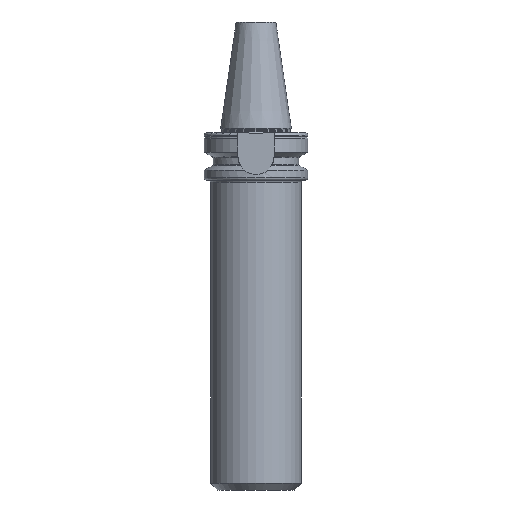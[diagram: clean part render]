
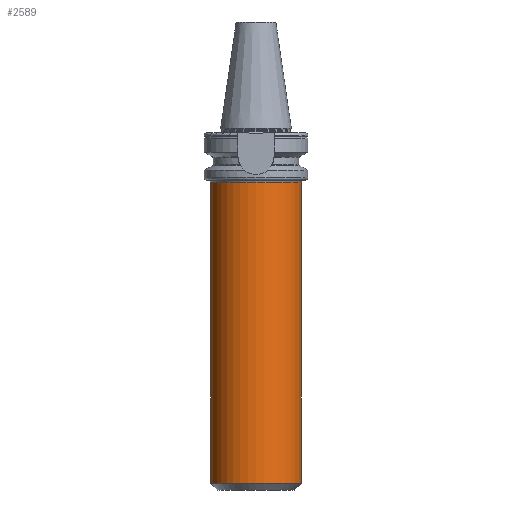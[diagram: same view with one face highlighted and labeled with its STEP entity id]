
A CAD part, left-side view. The second image highlights one B-rep face of the part: STEP entity #2589.
In plain terms, the highlighted cylindrical face has radius 20.25 mm (diameter 40.5 mm), a partial arc.
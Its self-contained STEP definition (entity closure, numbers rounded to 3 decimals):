
#1077=CARTESIAN_POINT('',(0,0.,-1.));
#1078=DIRECTION('',(0,0,-1));
#1079=DIRECTION('',(0,-1,0));
#1080=AXIS2_PLACEMENT_3D('',#1077,#1078,#1079);
#1082=CARTESIAN_POINT('',(0,0,-135));
#1083=DIRECTION('',(0,0,1));
#1084=DIRECTION('',(0,1,0));
#1085=AXIS2_PLACEMENT_3D('',#1082,#1083,#1084);
#1092=DIRECTION('',(0.,0,1));
#1093=VECTOR('',#1092,134);
#1094=CARTESIAN_POINT('',(0,20.25,-135));
#1095=LINE('',#1094,#1093);
#1101=DIRECTION('',(0.,0,1));
#1102=VECTOR('',#1101,134);
#1103=CARTESIAN_POINT('',(0,-20.25,-135));
#1104=LINE('',#1103,#1102);
#1374=CARTESIAN_POINT('',(0,20.25,-135));
#1376=VERTEX_POINT('',#1374);
#1384=CARTESIAN_POINT('',(0,-20.25,-135));
#1386=VERTEX_POINT('',#1384);
#1391=CARTESIAN_POINT('',(0,20.25,-1.));
#1392=CARTESIAN_POINT('',(0,-20.25,-1.));
#1393=VERTEX_POINT('',#1391);
#1394=VERTEX_POINT('',#1392);
#2575=CARTESIAN_POINT('',(0,0,-144.9));
#2576=DIRECTION('',(0,0,1));
#2577=DIRECTION('',(0,1,0));
#2578=AXIS2_PLACEMENT_3D('',#2575,#2576,#2577);
#2579=CYLINDRICAL_SURFACE('',#2578,20.25);
#2580=ORIENTED_EDGE('',*,*,#2569,.F.);
#2582=ORIENTED_EDGE('',*,*,#2581,.F.);
#2584=ORIENTED_EDGE('',*,*,#2583,.F.);
#2586=ORIENTED_EDGE('',*,*,#2585,.T.);
#2587=EDGE_LOOP('',(#2580,#2582,#2584,#2586));
#2588=FACE_OUTER_BOUND('',#2587,.F.);
#2589=ADVANCED_FACE('',(#2588),#2579,.T.);
#1081=CIRCLE('',#1080,20.25);
#1086=CIRCLE('',#1085,20.25);
#2569=EDGE_CURVE('',#1394,#1393,#1081,.T.);
#2581=EDGE_CURVE('',#1386,#1394,#1104,.T.);
#2583=EDGE_CURVE('',#1376,#1386,#1086,.T.);
#2585=EDGE_CURVE('',#1376,#1393,#1095,.T.);
